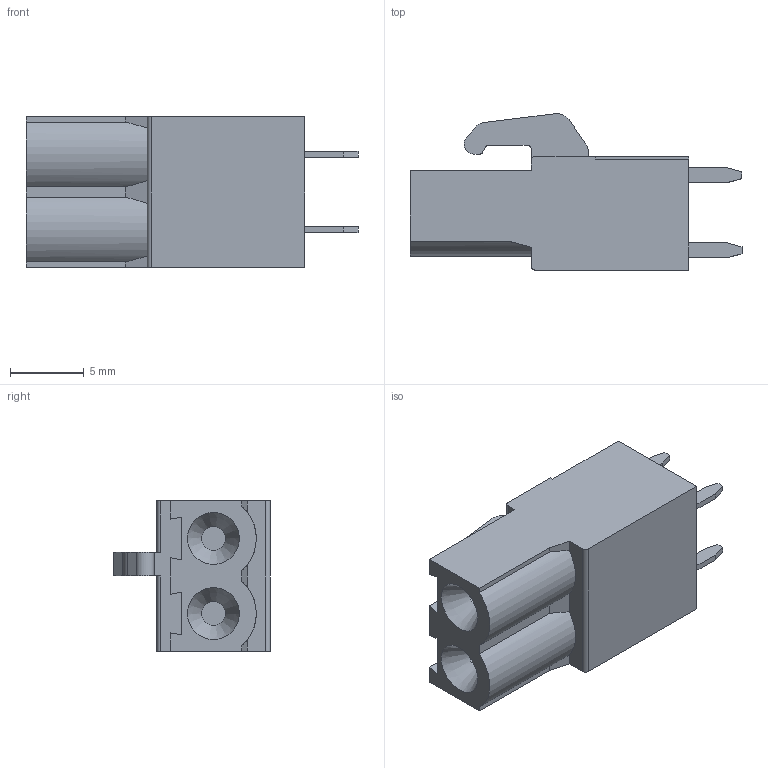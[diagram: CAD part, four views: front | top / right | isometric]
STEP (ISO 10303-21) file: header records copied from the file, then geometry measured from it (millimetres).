
FILE_DESCRIPTION(('STEP AP214'),'1');
FILE_NAME('PF02-5,08-V.stp','2021-04-06T10:58:07',(' '),(' '),'Spatial InterOp 3D',' ',' ');
FILE_SCHEMA(('automotive_design'));
Length unit declared in the file: metre
Products named in the file (1): 1
Bounding box: 22.45 x 10.6 x 10.16 mm (x, y, z)
Volume: 1172.6 mm3; surface area: 1031 mm2
Topology: 1 solids, 1 shells, 173 faces, 466 edges, 308 vertices
Faces by surface type: plane 140, cylinder 29, cone 2, extrusion 1, sphere 1
Full cylindrical faces by diameter (mm): 1.6 x2
Entity records: 6721 total; most frequent: CARTESIAN_POINT 969, ORIENTED_EDGE 914, DIRECTION 862, EDGE_CURVE 457, VECTOR 392, LINE 391, VERTEX_POINT 304, AXIS2_PLACEMENT_3D 235
